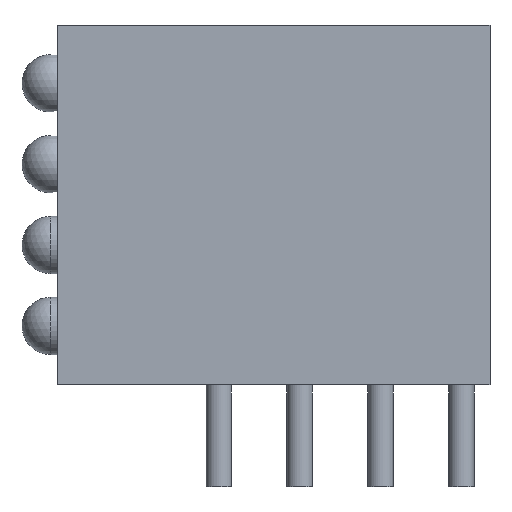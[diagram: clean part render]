
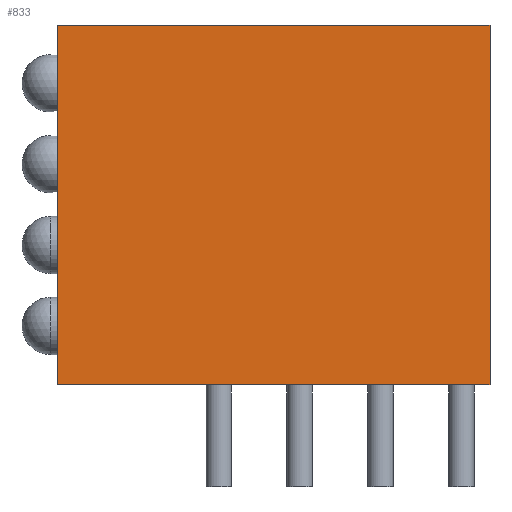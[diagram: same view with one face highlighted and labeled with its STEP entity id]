
A CAD part, front view. The second image highlights one B-rep face of the part: STEP entity #833.
In plain terms, the highlighted planar face has unit normal (0, -1, 0).
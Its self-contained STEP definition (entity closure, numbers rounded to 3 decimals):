
#141=FACE_OUTER_BOUND($,#211,.T.);
#211=EDGE_LOOP($,(#618,#619,#620,#621));
#297=LINE($,#1371,#361);
#302=LINE($,#1382,#366);
#304=LINE($,#1385,#368);
#305=LINE($,#1386,#369);
#361=VECTOR($,#1078,11.3);
#366=VECTOR($,#1087,11.3);
#368=VECTOR($,#1091,13.6);
#369=VECTOR($,#1092,13.6);
#418=VERTEX_POINT($,#1364);
#421=VERTEX_POINT($,#1369);
#424=VERTEX_POINT($,#1379);
#425=VERTEX_POINT($,#1381);
#501=EDGE_CURVE($,#421,#418,#297,.T.);
#506=EDGE_CURVE($,#425,#424,#302,.T.);
#508=EDGE_CURVE($,#424,#418,#304,.T.);
#509=EDGE_CURVE($,#425,#421,#305,.T.);
#618=ORIENTED_EDGE($,*,*,#508,.T.);
#619=ORIENTED_EDGE($,*,*,#501,.F.);
#620=ORIENTED_EDGE($,*,*,#509,.F.);
#621=ORIENTED_EDGE($,*,*,#506,.T.);
#782=PLANE($,#943);
#833=ADVANCED_FACE($,(#141),#782,.T.);
#943=AXIS2_PLACEMENT_3D($,#1384,#1089,#1090);
#1078=DIRECTION($,(0.,0.,1.));
#1087=DIRECTION($,(0.,0.,1.));
#1089=DIRECTION('center_axis',(0.,-1.,0.));
#1090=DIRECTION('ref_axis',(0.,0.,-1.));
#1091=DIRECTION($,(-1.,0.,0.));
#1092=DIRECTION($,(-1.,0.,0.));
#1364=CARTESIAN_POINT('',(-8.89,-2.55,11.3));
#1369=CARTESIAN_POINT('',(-8.89,-2.55,0.));
#1371=CARTESIAN_POINT($,(-8.89,-2.55,0.));
#1379=CARTESIAN_POINT('',(4.71,-2.55,11.3));
#1381=CARTESIAN_POINT('',(4.71,-2.55,0.));
#1382=CARTESIAN_POINT($,(4.71,-2.55,0.));
#1384=CARTESIAN_POINT('Origin',(4.71,-2.55,0.));
#1385=CARTESIAN_POINT($,(4.71,-2.55,11.3));
#1386=CARTESIAN_POINT($,(4.71,-2.55,0.));
